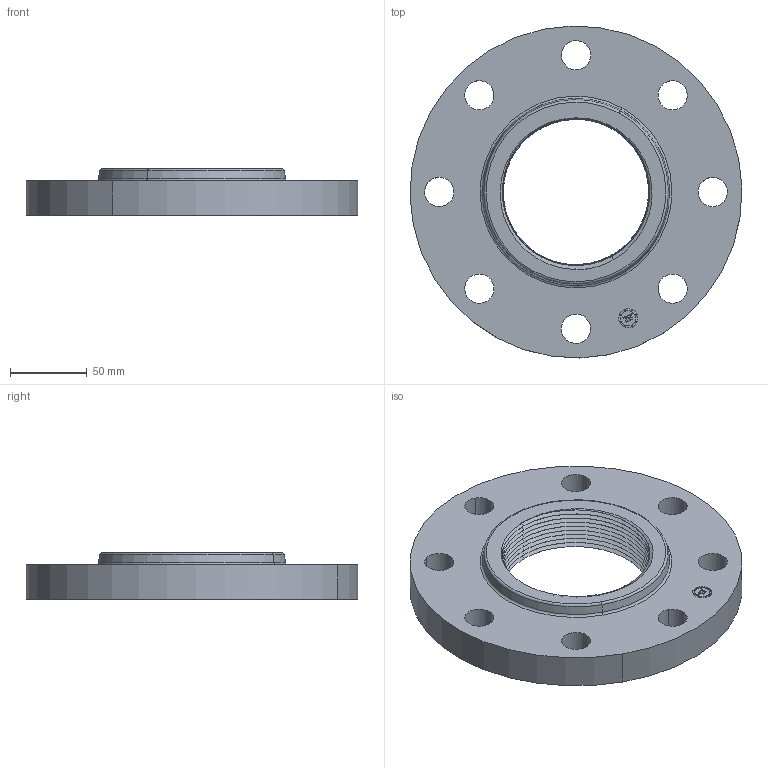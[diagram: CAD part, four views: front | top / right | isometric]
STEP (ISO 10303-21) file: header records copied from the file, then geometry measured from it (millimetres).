
FILE_DESCRIPTION(('3D STEP'),'2;1');
FILE_NAME('3.5-150-THREADED-FF-FLANGE.stp','2013-01-24T06:57:49+00:00',('Texas Flange'),(''),'CATIA Version 5 Release 20 SP 6 (IN-10)','CATIA V5 STEP AP214','800-826-3801');
FILE_SCHEMA(('AUTOMOTIVE_DESIGN { 1 0 10303 214 1 1 1 1 }'));
Length unit declared in the file: inch
Products named in the file (1): 3.5-150-THREADED-FF-FLANGE
Bounding box: 215.84 x 215.84 x 30.23 mm (x, y, z)
Volume: 630715.8 mm3; surface area: 99165.9 mm2
Topology: 1 solids, 1 shells, 515 faces, 1405 edges, 910 vertices
Faces by surface type: plane 368, bspline 83, cylinder 38, cone 22, torus 4
Entity records: 20316 total; most frequent: CARTESIAN_POINT 5568, ORIENTED_EDGE 2810, DIRECTION 1927, EDGE_CURVE 1405, VECTOR 1103, LINE 1103, VERTEX_POINT 910, EDGE_LOOP 551
